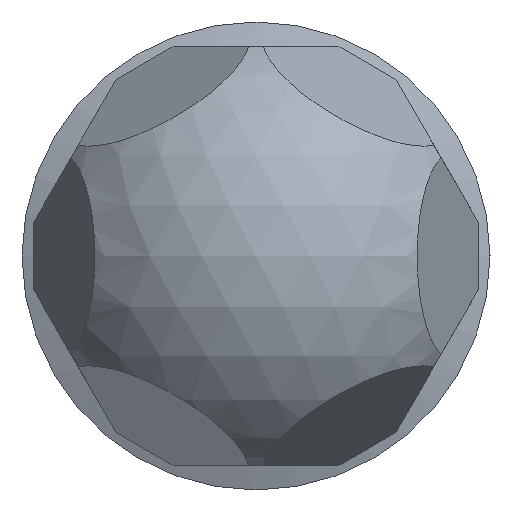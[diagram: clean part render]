
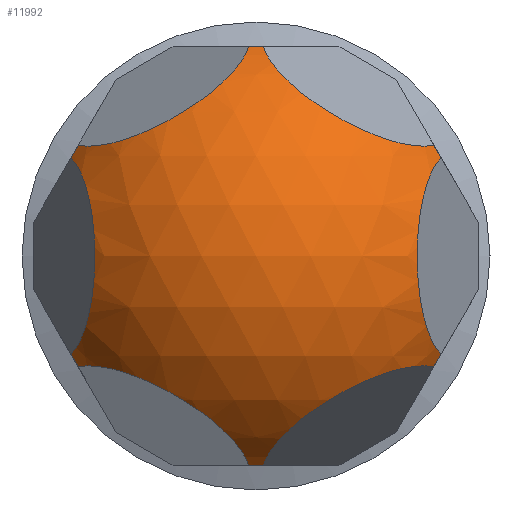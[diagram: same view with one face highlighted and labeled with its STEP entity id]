
A CAD part, front view. The second image highlights one B-rep face of the part: STEP entity #11992.
In plain terms, the highlighted spherical face has radius 10 mm.
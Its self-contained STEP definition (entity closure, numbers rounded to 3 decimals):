
#189 = EDGE_CURVE ( 'NONE', #7519, #10053, #5424, .T. ) ;
#451 = CARTESIAN_POINT ( 'NONE',  ( -8.41, 43.061, 0. ) ) ;
#609 = VERTEX_POINT ( 'NONE', #9175 ) ;
#644 = VERTEX_POINT ( 'NONE', #11348 ) ;
#685 = CARTESIAN_POINT ( 'NONE',  ( 0., 40., -8.95 ) ) ;
#744 = CARTESIAN_POINT ( 'NONE',  ( -4.205, 43.061, -7.283 ) ) ;
#752 = EDGE_CURVE ( 'NONE', #9040, #609, #8335, .T. ) ;
#904 = CIRCLE ( 'NONE', #2314, 4.461 ) ;
#1127 = AXIS2_PLACEMENT_3D ( 'NONE', #8970, #2100, #10955 ) ;
#1208 = CARTESIAN_POINT ( 'NONE',  ( -4.205, 43.061, 7.283 ) ) ;
#1457 = DIRECTION ( 'NONE',  ( -0.342, -0.94, 0. ) ) ;
#1684 = DIRECTION ( 'NONE',  ( -1., 0., 0. ) ) ;
#1925 = DIRECTION ( 'NONE',  ( 0.5, 0., 0.866 ) ) ;
#2032 = ORIENTED_EDGE ( 'NONE', *, *, #6784, .T. ) ;
#2038 = EDGE_CURVE ( 'NONE', #7436, #9778, #3702, .T. ) ;
#2100 = DIRECTION ( 'NONE',  ( -0.866, 0., 0.5 ) ) ;
#2128 = DIRECTION ( 'NONE',  ( -0.342, 0.94, 0. ) ) ;
#2174 = DIRECTION ( 'NONE',  ( 0.47, -0.342, -0.814 ) ) ;
#2175 = AXIS2_PLACEMENT_3D ( 'NONE', #6841, #4859, #10736 ) ;
#2314 = AXIS2_PLACEMENT_3D ( 'NONE', #5102, #5958, #4106 ) ;
#2471 = VERTEX_POINT ( 'NONE', #7698 ) ;
#2504 = SPHERICAL_SURFACE ( 'NONE', #5492, 10. ) ;
#2574 = VERTEX_POINT ( 'NONE', #4703 ) ;
#2805 = DIRECTION ( 'NONE',  ( 0., 0., 1. ) ) ;
#3011 = CIRCLE ( 'NONE', #3408, 4.461 ) ;
#3190 = CARTESIAN_POINT ( 'NONE',  ( -7.751, 40., -4.475 ) ) ;
#3325 = AXIS2_PLACEMENT_3D ( 'NONE', #3190, #4219, #6113 ) ;
#3408 = AXIS2_PLACEMENT_3D ( 'NONE', #451, #7390, #1457 ) ;
#3538 = CARTESIAN_POINT ( 'NONE',  ( -7.597, 44.45, -4.741 ) ) ;
#3647 = ORIENTED_EDGE ( 'NONE', *, *, #752, .T. ) ;
#3702 = CIRCLE ( 'NONE', #9902, 4.461 ) ;
#4106 = DIRECTION ( 'NONE',  ( 0.866, 0., -0.5 ) ) ;
#4219 = DIRECTION ( 'NONE',  ( -0.866, 0., -0.5 ) ) ;
#4233 = CARTESIAN_POINT ( 'NONE',  ( 0.308, 44.45, 8.95 ) ) ;
#4313 = EDGE_CURVE ( 'NONE', #644, #10053, #5977, .T. ) ;
#4412 = AXIS2_PLACEMENT_3D ( 'NONE', #11829, #9946, #1925 ) ;
#4703 = CARTESIAN_POINT ( 'NONE',  ( 7.905, 44.45, -4.209 ) ) ;
#4709 = ORIENTED_EDGE ( 'NONE', *, *, #8911, .F. ) ;
#4746 = DIRECTION ( 'NONE',  ( 1., 0., 0. ) ) ;
#4782 = EDGE_LOOP ( 'NONE', ( #11054, #8174, #4709, #3647, #11580, #6541, #9246, #2032, #12227, #12457, #8750, #12654 ) ) ;
#4859 = DIRECTION ( 'NONE',  ( -0.47, -0.342, 0.814 ) ) ;
#4881 = CIRCLE ( 'NONE', #10367, 4.461 ) ;
#4901 = EDGE_CURVE ( 'NONE', #9383, #9778, #11700, .T. ) ;
#5102 = CARTESIAN_POINT ( 'NONE',  ( 4.205, 43.061, 7.283 ) ) ;
#5424 = CIRCLE ( 'NONE', #9054, 4.461 ) ;
#5492 = AXIS2_PLACEMENT_3D ( 'NONE', #6366, #2805, #4746 ) ;
#5585 = EDGE_CURVE ( 'NONE', #7106, #9615, #4881, .T. ) ;
#5599 = FACE_OUTER_BOUND ( 'NONE', #4782, .T. ) ;
#5640 = DIRECTION ( 'NONE',  ( 0., 0., -1. ) ) ;
#5958 = DIRECTION ( 'NONE',  ( -0.47, -0.342, -0.814 ) ) ;
#5977 = CIRCLE ( 'NONE', #3325, 4.461 ) ;
#6113 = DIRECTION ( 'NONE',  ( 0.5, 0., -0.866 ) ) ;
#6284 = AXIS2_PLACEMENT_3D ( 'NONE', #685, #5640, #12546 ) ;
#6366 = CARTESIAN_POINT ( 'NONE',  ( 0., 40., 0. ) ) ;
#6541 = ORIENTED_EDGE ( 'NONE', *, *, #189, .T. ) ;
#6604 = DIRECTION ( 'NONE',  ( -0.866, 0., 0.5 ) ) ;
#6712 = AXIS2_PLACEMENT_3D ( 'NONE', #7053, #11066, #2128 ) ;
#6784 = EDGE_CURVE ( 'NONE', #644, #2471, #3011, .T. ) ;
#6841 = CARTESIAN_POINT ( 'NONE',  ( 4.205, 43.061, -7.283 ) ) ;
#7053 = CARTESIAN_POINT ( 'NONE',  ( 8.41, 43.061, 0. ) ) ;
#7106 = VERTEX_POINT ( 'NONE', #9364 ) ;
#7169 = CIRCLE ( 'NONE', #6284, 4.461 ) ;
#7390 = DIRECTION ( 'NONE',  ( 0.94, -0.342, 0. ) ) ;
#7436 = VERTEX_POINT ( 'NONE', #10342 ) ;
#7499 = DIRECTION ( 'NONE',  ( 0.866, 0., 0.5 ) ) ;
#7500 = EDGE_CURVE ( 'NONE', #7519, #609, #7169, .T. ) ;
#7519 = VERTEX_POINT ( 'NONE', #12362 ) ;
#7631 = DIRECTION ( 'NONE',  ( 0.47, -0.342, 0.814 ) ) ;
#7698 = CARTESIAN_POINT ( 'NONE',  ( -7.905, 44.45, 4.209 ) ) ;
#8174 = ORIENTED_EDGE ( 'NONE', *, *, #12721, .T. ) ;
#8186 = AXIS2_PLACEMENT_3D ( 'NONE', #10470, #10512, #1684 ) ;
#8335 = CIRCLE ( 'NONE', #2175, 4.461 ) ;
#8515 = CARTESIAN_POINT ( 'NONE',  ( 7.597, 44.45, 4.741 ) ) ;
#8750 = ORIENTED_EDGE ( 'NONE', *, *, #4901, .F. ) ;
#8911 = EDGE_CURVE ( 'NONE', #9040, #2574, #12744, .T. ) ;
#8970 = CARTESIAN_POINT ( 'NONE',  ( -7.751, 40., 4.475 ) ) ;
#9040 = VERTEX_POINT ( 'NONE', #12556 ) ;
#9054 = AXIS2_PLACEMENT_3D ( 'NONE', #744, #7631, #6604 ) ;
#9175 = CARTESIAN_POINT ( 'NONE',  ( 0.308, 44.45, -8.95 ) ) ;
#9246 = ORIENTED_EDGE ( 'NONE', *, *, #4313, .F. ) ;
#9364 = CARTESIAN_POINT ( 'NONE',  ( 7.905, 44.45, 4.209 ) ) ;
#9383 = VERTEX_POINT ( 'NONE', #4233 ) ;
#9615 = VERTEX_POINT ( 'NONE', #8515 ) ;
#9769 = CIRCLE ( 'NONE', #1127, 4.461 ) ;
#9778 = VERTEX_POINT ( 'NONE', #12876 ) ;
#9902 = AXIS2_PLACEMENT_3D ( 'NONE', #1208, #2174, #10989 ) ;
#9946 = DIRECTION ( 'NONE',  ( 0.866, 0., -0.5 ) ) ;
#10053 = VERTEX_POINT ( 'NONE', #3538 ) ;
#10342 = CARTESIAN_POINT ( 'NONE',  ( -7.597, 44.45, 4.741 ) ) ;
#10367 = AXIS2_PLACEMENT_3D ( 'NONE', #12515, #7499, #12333 ) ;
#10470 = CARTESIAN_POINT ( 'NONE',  ( 0., 40., 8.95 ) ) ;
#10512 = DIRECTION ( 'NONE',  ( 0., 0., 1. ) ) ;
#10595 = EDGE_CURVE ( 'NONE', #7436, #2471, #9769, .T. ) ;
#10736 = DIRECTION ( 'NONE',  ( -0.866, 0., -0.5 ) ) ;
#10955 = DIRECTION ( 'NONE',  ( -0.5, 0., -0.866 ) ) ;
#10989 = DIRECTION ( 'NONE',  ( 0.866, 0., 0.5 ) ) ;
#11054 = ORIENTED_EDGE ( 'NONE', *, *, #5585, .F. ) ;
#11066 = DIRECTION ( 'NONE',  ( -0.94, -0.342, 0. ) ) ;
#11348 = CARTESIAN_POINT ( 'NONE',  ( -7.905, 44.45, -4.209 ) ) ;
#11580 = ORIENTED_EDGE ( 'NONE', *, *, #7500, .F. ) ;
#11700 = CIRCLE ( 'NONE', #8186, 4.461 ) ;
#11744 = CIRCLE ( 'NONE', #6712, 4.461 ) ;
#11829 = CARTESIAN_POINT ( 'NONE',  ( 7.751, 40., -4.475 ) ) ;
#11992 = ADVANCED_FACE ( 'NONE', ( #5599 ), #2504, .T. ) ;
#12227 = ORIENTED_EDGE ( 'NONE', *, *, #10595, .F. ) ;
#12333 = DIRECTION ( 'NONE',  ( -0.5, 0., 0.866 ) ) ;
#12362 = CARTESIAN_POINT ( 'NONE',  ( -0.308, 44.45, -8.95 ) ) ;
#12446 = EDGE_CURVE ( 'NONE', #9383, #9615, #904, .T. ) ;
#12457 = ORIENTED_EDGE ( 'NONE', *, *, #2038, .T. ) ;
#12515 = CARTESIAN_POINT ( 'NONE',  ( 7.751, 40., 4.475 ) ) ;
#12546 = DIRECTION ( 'NONE',  ( 1., 0., 0. ) ) ;
#12556 = CARTESIAN_POINT ( 'NONE',  ( 7.597, 44.45, -4.741 ) ) ;
#12654 = ORIENTED_EDGE ( 'NONE', *, *, #12446, .T. ) ;
#12721 = EDGE_CURVE ( 'NONE', #7106, #2574, #11744, .T. ) ;
#12744 = CIRCLE ( 'NONE', #4412, 4.461 ) ;
#12876 = CARTESIAN_POINT ( 'NONE',  ( -0.308, 44.45, 8.95 ) ) ;
